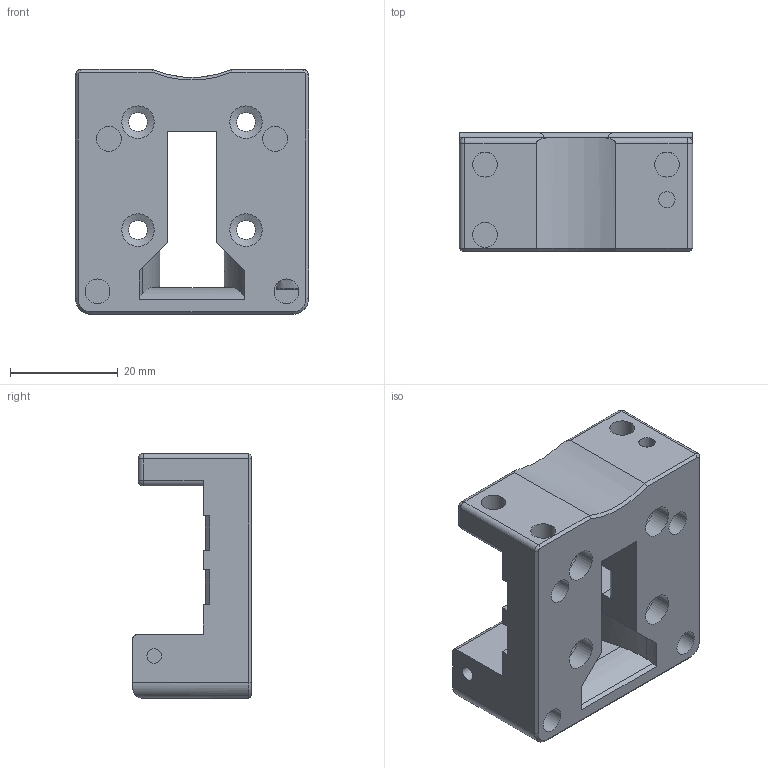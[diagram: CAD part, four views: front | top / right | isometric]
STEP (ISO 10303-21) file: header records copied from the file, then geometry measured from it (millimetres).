
FILE_DESCRIPTION(/* description */ (''),/* implementation_level */ '2;1');
FILE_NAME(/* name */ 'Mantis_MGN12_Libra_Mini_Carriage.step',/* time_stamp */ '2022-03-03T20:47:24-06:00',/* author */ (''),/* organization */ (''),/* preprocessor_version */ 'ST-DEVELOPER v18.1',/* originating_system */ 'Autodesk Translation Framework v10.13.0.1454',/* authorisation */ '');
FILE_SCHEMA (('AUTOMOTIVE_DESIGN { 1 0 10303 214 3 1 1 }'));
Length unit declared in the file: millimetre
Products named in the file (2): Mantis_MGN12_Libra_Mini_Hotend Mount; Carriage
Assembly tree (1 placements, depth 2):
  Mantis_MGN12_Libra_Mini_Hotend Mount
    Carriage
Bounding box: 43.2 x 22 x 45.4 mm (x, y, z)
Volume: 20081.7 mm3; surface area: 10224.1 mm2
Topology: 1 solids, 1 shells, 268 faces, 748 edges, 484 vertices
Faces by surface type: plane 189, cylinder 55, bspline 11, cone 9, sphere 4
Full cylindrical faces by diameter (mm): 1.8 x2, 2.7 x2, 3 x1, 3.5 x4, 4.6 x7, 6 x4, 6.1 x1
Entity records: 9021 total; most frequent: CARTESIAN_POINT 2022, ORIENTED_EDGE 1496, DIRECTION 1346, EDGE_CURVE 748, LINE 604, VECTOR 604, VERTEX_POINT 484, AXIS2_PLACEMENT_3D 371
